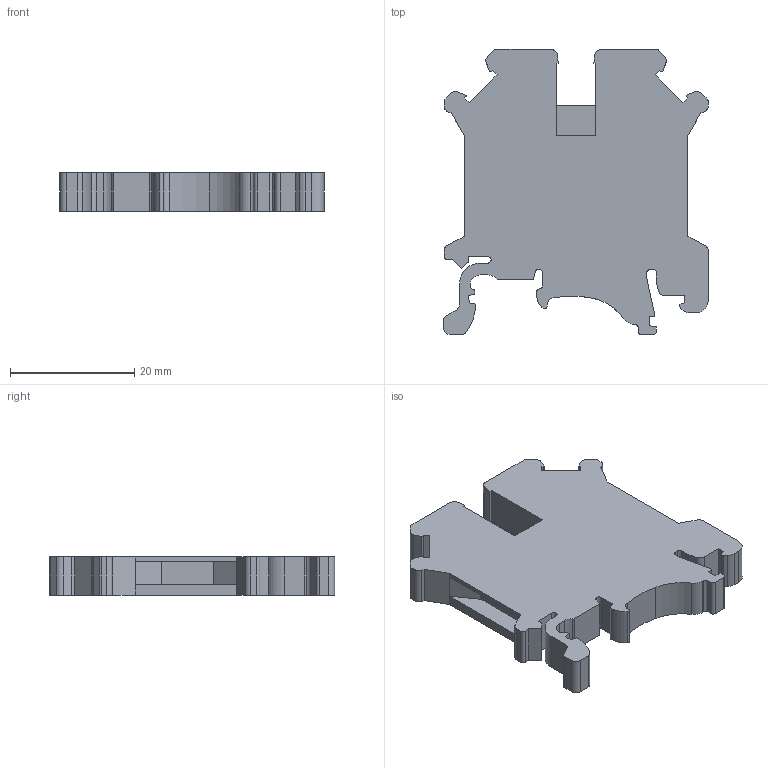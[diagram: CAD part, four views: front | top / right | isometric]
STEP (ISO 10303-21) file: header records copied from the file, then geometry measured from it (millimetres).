
FILE_DESCRIPTION(('SolidDesigner STEP Export'),'2;1');
FILE_NAME('3004388_UK_5_N_BU-select.stp','2013-06-07T10:49:01',(''),(''),'Creo Elements/Direct Modeling STEP processor for AP214 (Solid Model)','Creo Elements/Direct Modeling 18.1 06-May-2012 (C) Parametric Technology GmbH','');
FILE_SCHEMA(('AUTOMOTIVE_DESIGN { 1 0 10303 214 1 1 1 1 }'));
Length unit declared in the file: millimetre
Products named in the file (2): 3004388_UK_5_N_BU-select
Assembly tree (1 placements, depth 2):
  3004388_UK_5_N_BU-select
    3004388_UK_5_N_BU-select
Bounding box: 42.52 x 45.9 x 6.15 mm (x, y, z)
Volume: 8132.3 mm3; surface area: 4669.2 mm2
Topology: 1 solids, 1 shells, 152 faces, 437 edges, 290 vertices
Faces by surface type: plane 98, cylinder 54
Entity records: 6200 total; most frequent: ORIENTED_EDGE 874, CARTESIAN_POINT 873, DIRECTION 839, EDGE_CURVE 437, VECTOR 327, LINE 327, VERTEX_POINT 290, AXIS2_PLACEMENT_3D 256
